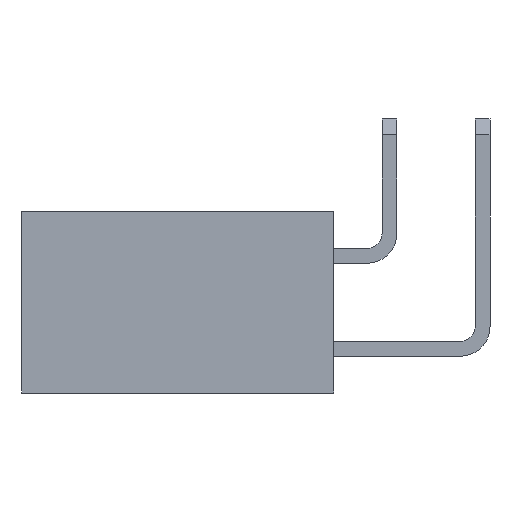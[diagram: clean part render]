
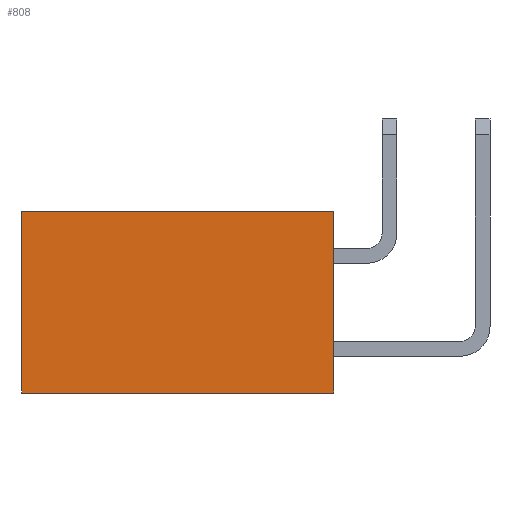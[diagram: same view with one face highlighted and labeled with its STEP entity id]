
A CAD part, left-side view. The second image highlights one B-rep face of the part: STEP entity #808.
In plain terms, the highlighted planar face has unit normal (-1, 0, 0).
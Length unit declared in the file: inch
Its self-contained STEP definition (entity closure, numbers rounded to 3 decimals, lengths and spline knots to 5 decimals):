
#808 = ADVANCED_FACE( '', ( #1632 ), #1633, .F. );
#1632 = FACE_OUTER_BOUND( '', #2438, .T. );
#1633 = PLANE( '', #2439 );
#2438 = EDGE_LOOP( '', ( #4808, #4809, #4810, #4811 ) );
#2439 = AXIS2_PLACEMENT_3D( '', #4812, #4813, #4814 );
#4808 = ORIENTED_EDGE( '', *, *, #5710, .T. );
#4809 = ORIENTED_EDGE( '', *, *, #5566, .F. );
#4810 = ORIENTED_EDGE( '', *, *, #5776, .F. );
#4811 = ORIENTED_EDGE( '', *, *, #4982, .T. );
#4812 = CARTESIAN_POINT( '', ( -0.36, 0.335, -0.0975 ) );
#4813 = DIRECTION( '', ( 1., 0., 0. ) );
#4814 = DIRECTION( '', ( 0., 0., -1. ) );
#4982 = EDGE_CURVE( '', #6043, #6041, #6044, .T. );
#5566 = EDGE_CURVE( '', #6944, #6946, #6947, .T. );
#5710 = EDGE_CURVE( '', #6041, #6946, #7115, .T. );
#5776 = EDGE_CURVE( '', #6043, #6944, #7186, .T. );
#6041 = VERTEX_POINT( '', #7553 );
#6043 = VERTEX_POINT( '', #7556 );
#6044 = LINE( '', #7557, #7558 );
#6944 = VERTEX_POINT( '', #8878 );
#6946 = VERTEX_POINT( '', #8881 );
#6947 = LINE( '', #8882, #8883 );
#7115 = LINE( '', #9133, #9134 );
#7186 = LINE( '', #9235, #9236 );
#7553 = CARTESIAN_POINT( '', ( -0.36, 0., -0.0975 ) );
#7556 = CARTESIAN_POINT( '', ( -0.36, 0.335, -0.0975 ) );
#7557 = CARTESIAN_POINT( '', ( -0.36, 0.335, -0.0975 ) );
#7558 = VECTOR( '', #9401, 39.37008 );
#8878 = CARTESIAN_POINT( '', ( -0.36, 0.335, 0.0975 ) );
#8881 = CARTESIAN_POINT( '', ( -0.36, 0., 0.0975 ) );
#8882 = CARTESIAN_POINT( '', ( -0.36, 0.335, 0.0975 ) );
#8883 = VECTOR( '', #9928, 39.37008 );
#9133 = CARTESIAN_POINT( '', ( -0.36, 0., -0.0975 ) );
#9134 = VECTOR( '', #10020, 39.37008 );
#9235 = CARTESIAN_POINT( '', ( -0.36, 0.335, -0.0975 ) );
#9236 = VECTOR( '', #10057, 39.37008 );
#9401 = DIRECTION( '', ( 0., -1., 0. ) );
#9928 = DIRECTION( '', ( 0., -1., 0. ) );
#10020 = DIRECTION( '', ( 0., 0., 1. ) );
#10057 = DIRECTION( '', ( 0., 0., 1. ) );
